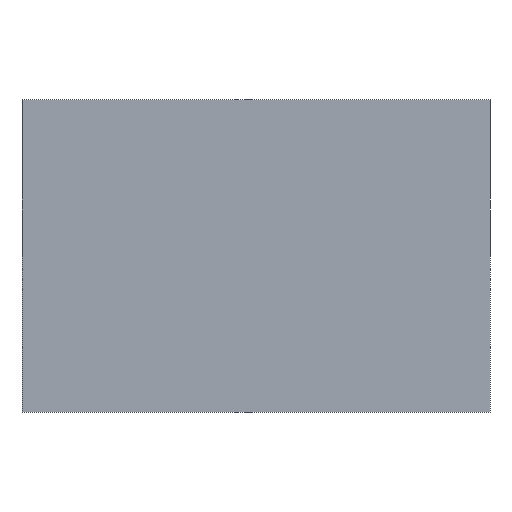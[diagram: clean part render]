
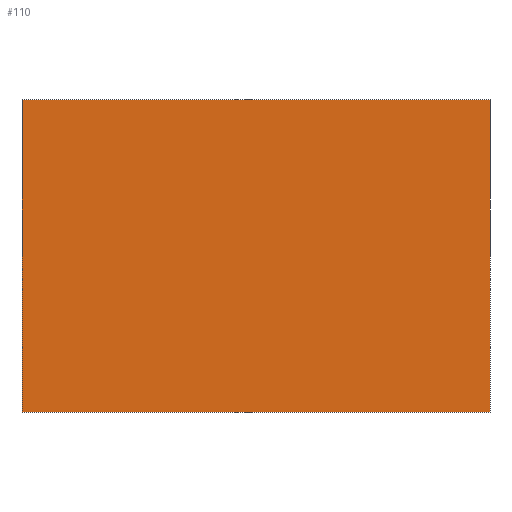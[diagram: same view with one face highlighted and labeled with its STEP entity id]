
A CAD part, left-side view. The second image highlights one B-rep face of the part: STEP entity #110.
In plain terms, the highlighted planar face has unit normal (-1, 0, 0).
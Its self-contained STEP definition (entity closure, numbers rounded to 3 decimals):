
#17=FACE_OUTER_BOUND('',#23,.T.);
#23=EDGE_LOOP('',(#82,#83,#84,#85));
#26=LINE('',#172,#38);
#34=LINE('',#187,#46);
#35=LINE('',#190,#47);
#36=LINE('',#191,#48);
#38=VECTOR('',#146,10.);
#46=VECTOR('',#158,10.);
#47=VECTOR('',#161,10.);
#48=VECTOR('',#162,10.);
#50=VERTEX_POINT('',#170);
#51=VERTEX_POINT('',#171);
#56=VERTEX_POINT('',#185);
#57=VERTEX_POINT('',#189);
#58=EDGE_CURVE('',#50,#51,#26,.T.);
#66=EDGE_CURVE('',#56,#51,#34,.T.);
#67=EDGE_CURVE('',#56,#57,#35,.T.);
#68=EDGE_CURVE('',#50,#57,#36,.T.);
#82=ORIENTED_EDGE('',*,*,#67,.T.);
#83=ORIENTED_EDGE('',*,*,#68,.F.);
#84=ORIENTED_EDGE('',*,*,#58,.T.);
#85=ORIENTED_EDGE('',*,*,#66,.F.);
#97=PLANE('',#139);
#110=ADVANCED_FACE('',(#17),#97,.T.);
#139=AXIS2_PLACEMENT_3D('',#188,#159,#160);
#146=DIRECTION('',(0.,-1.,0.));
#158=DIRECTION('',(0.,0.,-1.));
#159=DIRECTION('center_axis',(-1.,0.,0.));
#160=DIRECTION('ref_axis',(0.,0.,1.));
#161=DIRECTION('',(0.,1.,0.));
#162=DIRECTION('',(0.,0.,1.));
#170=CARTESIAN_POINT('',(307.078,212.395,148.115));
#171=CARTESIAN_POINT('',(307.078,122.395,148.115));
#172=CARTESIAN_POINT('',(307.078,122.395,148.115));
#185=CARTESIAN_POINT('',(307.078,122.395,208.115));
#187=CARTESIAN_POINT('',(307.078,122.395,178.115));
#188=CARTESIAN_POINT('Origin',(307.078,122.395,178.115));
#189=CARTESIAN_POINT('',(307.078,212.395,208.115));
#190=CARTESIAN_POINT('',(307.078,122.395,208.115));
#191=CARTESIAN_POINT('',(307.078,212.395,178.115));
